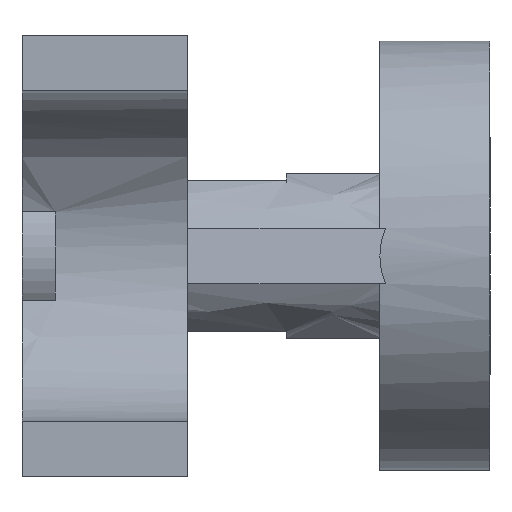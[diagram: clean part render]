
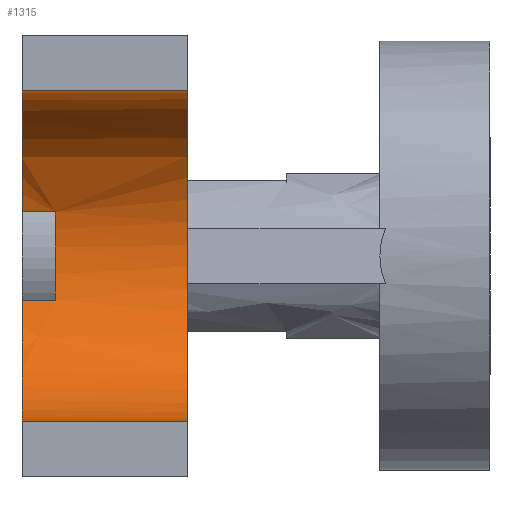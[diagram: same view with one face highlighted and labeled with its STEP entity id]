
A CAD part, left-side view. The second image highlights one B-rep face of the part: STEP entity #1315.
In plain terms, the highlighted free-form (B-spline) face has degree [2, 1] with [5, 2] control points.
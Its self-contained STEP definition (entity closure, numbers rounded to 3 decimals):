
#636 = VERTEX_POINT('',#637);
#637 = CARTESIAN_POINT('',(-81.027,112.746,
    -10.611));
#651 = VERTEX_POINT('',#652);
#652 = CARTESIAN_POINT('',(-119.378,112.746,
    -39.793));
#657 = EDGE_CURVE('',#636,#651,#658,.T.);
#658 = ( BOUNDED_CURVE() B_SPLINE_CURVE(2,(#659,#660,#661),
.UNSPECIFIED.,.F.,.F.) B_SPLINE_CURVE_WITH_KNOTS((3,3),(1.841,
3.142),.PIECEWISE_BEZIER_KNOTS.) CURVE() 
GEOMETRIC_REPRESENTATION_ITEM() RATIONAL_B_SPLINE_CURVE((1.,
0.796,1.)) REPRESENTATION_ITEM('') );
#659 = CARTESIAN_POINT('',(-81.027,112.746,
    -10.611));
#660 = CARTESIAN_POINT('',(-89.101,112.746,
    -39.793));
#661 = CARTESIAN_POINT('',(-119.378,112.746,
    -39.793));
#1292 = VERTEX_POINT('',#1293);
#1293 = CARTESIAN_POINT('',(-119.378,112.746,
    39.793));
#1298 = EDGE_CURVE('',#1299,#1292,#1301,.T.);
#1299 = VERTEX_POINT('',#1300);
#1300 = CARTESIAN_POINT('',(-119.378,72.953,
    39.793));
#1301 = B_SPLINE_CURVE_WITH_KNOTS('',1,(#1302,#1303),.UNSPECIFIED.,.F.,
  .F.,(2,2),(0.,30.),.PIECEWISE_BEZIER_KNOTS.);
#1302 = CARTESIAN_POINT('',(-119.378,72.953,
    39.793));
#1303 = CARTESIAN_POINT('',(-119.378,112.746,
    39.793));
#1315 = ADVANCED_FACE('',(#1316),#1363,.F.);
#1316 = FACE_BOUND('',#1317,.F.);
#1317 = EDGE_LOOP('',(#1318,#1327,#1333,#1334,#1344,#1349,#1350,#1357));
#1318 = ORIENTED_EDGE('',*,*,#1319,.T.);
#1319 = EDGE_CURVE('',#1320,#1322,#1324,.T.);
#1320 = VERTEX_POINT('',#1321);
#1321 = CARTESIAN_POINT('',(-81.027,104.788,
    10.611));
#1322 = VERTEX_POINT('',#1323);
#1323 = CARTESIAN_POINT('',(-81.027,112.746,
    10.611));
#1324 = B_SPLINE_CURVE_WITH_KNOTS('',1,(#1325,#1326),.UNSPECIFIED.,.F.,
  .F.,(2,2),(0.,6.),.PIECEWISE_BEZIER_KNOTS.);
#1325 = CARTESIAN_POINT('',(-81.027,104.788,
    10.611));
#1326 = CARTESIAN_POINT('',(-81.027,112.746,
    10.611));
#1327 = ORIENTED_EDGE('',*,*,#1328,.F.);
#1328 = EDGE_CURVE('',#1292,#1322,#1329,.T.);
#1329 = ( BOUNDED_CURVE() B_SPLINE_CURVE(2,(#1330,#1331,#1332),
.UNSPECIFIED.,.F.,.F.) B_SPLINE_CURVE_WITH_KNOTS((3,3),(0.,
1.301),.PIECEWISE_BEZIER_KNOTS.) CURVE() 
GEOMETRIC_REPRESENTATION_ITEM() RATIONAL_B_SPLINE_CURVE((1.,
0.796,1.)) REPRESENTATION_ITEM('') );
#1330 = CARTESIAN_POINT('',(-119.378,112.746,
    39.793));
#1331 = CARTESIAN_POINT('',(-89.101,112.746,
    39.793));
#1332 = CARTESIAN_POINT('',(-81.027,112.746,
    10.611));
#1333 = ORIENTED_EDGE('',*,*,#1298,.F.);
#1334 = ORIENTED_EDGE('',*,*,#1335,.T.);
#1335 = EDGE_CURVE('',#1299,#1336,#1338,.T.);
#1336 = VERTEX_POINT('',#1337);
#1337 = CARTESIAN_POINT('',(-119.378,72.953,
    -39.793));
#1338 = ( BOUNDED_CURVE() B_SPLINE_CURVE(2,(#1339,#1340,#1341,#1342,
#1343),.UNSPECIFIED.,.F.,.F.) B_SPLINE_CURVE_WITH_KNOTS((3,2,3),(0.,
1.571,3.142),.PIECEWISE_BEZIER_KNOTS.) CURVE() 
GEOMETRIC_REPRESENTATION_ITEM() RATIONAL_B_SPLINE_CURVE((1.,
0.707,1.,0.707,1.)) REPRESENTATION_ITEM('') );
#1339 = CARTESIAN_POINT('',(-119.378,72.953,
    39.793));
#1340 = CARTESIAN_POINT('',(-79.586,72.953,
    39.793));
#1341 = CARTESIAN_POINT('',(-79.586,72.953,
    0.));
#1342 = CARTESIAN_POINT('',(-79.586,72.953,
    -39.793));
#1343 = CARTESIAN_POINT('',(-119.378,72.953,
    -39.793));
#1344 = ORIENTED_EDGE('',*,*,#1345,.T.);
#1345 = EDGE_CURVE('',#1336,#651,#1346,.T.);
#1346 = B_SPLINE_CURVE_WITH_KNOTS('',1,(#1347,#1348),.UNSPECIFIED.,.F.,
  .F.,(2,2),(0.,30.),.PIECEWISE_BEZIER_KNOTS.);
#1347 = CARTESIAN_POINT('',(-119.378,72.953,
    -39.793));
#1348 = CARTESIAN_POINT('',(-119.378,112.746,
    -39.793));
#1349 = ORIENTED_EDGE('',*,*,#657,.F.);
#1350 = ORIENTED_EDGE('',*,*,#1351,.F.);
#1351 = EDGE_CURVE('',#1352,#636,#1354,.T.);
#1352 = VERTEX_POINT('',#1353);
#1353 = CARTESIAN_POINT('',(-81.027,104.788,
    -10.611));
#1354 = B_SPLINE_CURVE_WITH_KNOTS('',1,(#1355,#1356),.UNSPECIFIED.,.F.,
  .F.,(2,2),(0.,6.),.PIECEWISE_BEZIER_KNOTS.);
#1355 = CARTESIAN_POINT('',(-81.027,104.788,
    -10.611));
#1356 = CARTESIAN_POINT('',(-81.027,112.746,
    -10.611));
#1357 = ORIENTED_EDGE('',*,*,#1358,.T.);
#1358 = EDGE_CURVE('',#1352,#1320,#1359,.T.);
#1359 = ( BOUNDED_CURVE() B_SPLINE_CURVE(2,(#1360,#1361,#1362),
.UNSPECIFIED.,.F.,.F.) B_SPLINE_CURVE_WITH_KNOTS((3,3),(4.442,
4.982),.PIECEWISE_BEZIER_KNOTS.) CURVE() 
GEOMETRIC_REPRESENTATION_ITEM() RATIONAL_B_SPLINE_CURVE((1.,
0.964,1.)) REPRESENTATION_ITEM('') );
#1360 = CARTESIAN_POINT('',(-81.027,104.788,
    -10.611));
#1361 = CARTESIAN_POINT('',(-78.091,104.788,
    0.));
#1362 = CARTESIAN_POINT('',(-81.027,104.788,
    10.611));
#1363 = ( BOUNDED_SURFACE() B_SPLINE_SURFACE(2,1,(
    (#1364,#1365)
    ,(#1366,#1367)
    ,(#1368,#1369)
    ,(#1370,#1371)
    ,(#1372,#1373
)),.UNSPECIFIED.,.F.,.F.,.F.) B_SPLINE_SURFACE_WITH_KNOTS((3,2,3),(2,2),
  (0.,1.571,3.142),(0.,30.),.PIECEWISE_BEZIER_KNOTS.) 
GEOMETRIC_REPRESENTATION_ITEM() RATIONAL_B_SPLINE_SURFACE((
    (1.,1.)
    ,(0.707,0.707)
    ,(1.,1.)
    ,(0.707,0.707)
,(1.,1.))) REPRESENTATION_ITEM('') SURFACE() );
#1364 = CARTESIAN_POINT('',(-119.378,72.953,
    39.793));
#1365 = CARTESIAN_POINT('',(-119.378,112.746,
    39.793));
#1366 = CARTESIAN_POINT('',(-79.586,72.953,
    39.793));
#1367 = CARTESIAN_POINT('',(-79.586,112.746,
    39.793));
#1368 = CARTESIAN_POINT('',(-79.586,72.953,
    0.));
#1369 = CARTESIAN_POINT('',(-79.586,112.746,
    0.));
#1370 = CARTESIAN_POINT('',(-79.586,72.953,
    -39.793));
#1371 = CARTESIAN_POINT('',(-79.586,112.746,
    -39.793));
#1372 = CARTESIAN_POINT('',(-119.378,72.953,
    -39.793));
#1373 = CARTESIAN_POINT('',(-119.378,112.746,
    -39.793));
